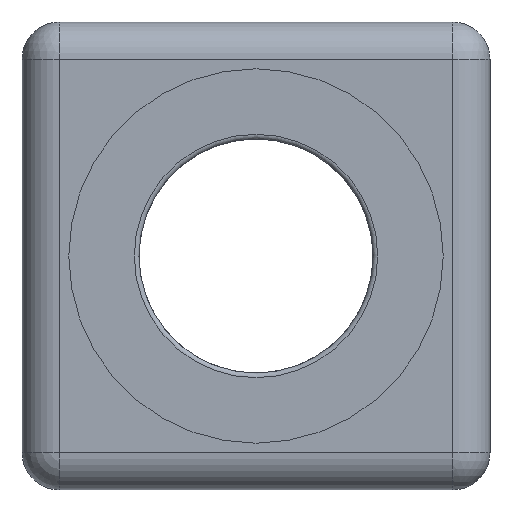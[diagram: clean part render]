
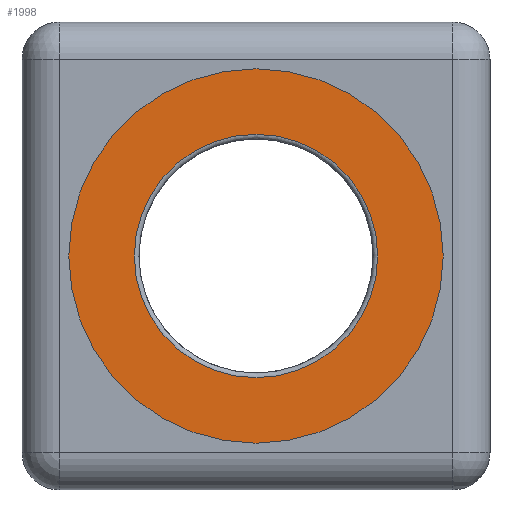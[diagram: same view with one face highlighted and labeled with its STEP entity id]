
A CAD part, left-side view. The second image highlights one B-rep face of the part: STEP entity #1998.
In plain terms, the highlighted planar face has unit normal (-1, 0, 0).
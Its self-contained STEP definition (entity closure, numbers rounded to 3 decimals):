
#615=ORIENTED_EDGE('',*,*,#1168,.T.);
#616=ORIENTED_EDGE('',*,*,#1167,.F.);
#1167=EDGE_CURVE('',#1436,#1436,#1503,.T.);
#1168=EDGE_CURVE('',#1437,#1437,#1504,.T.);
#1436=VERTEX_POINT('',#3502);
#1437=VERTEX_POINT('',#3505);
#1503=CIRCLE('',#2218,4.);
#1504=CIRCLE('',#2220,2.6);
#1645=EDGE_LOOP('',(#615));
#1646=EDGE_LOOP('',(#616));
#1822=FACE_BOUND('',#1645,.T.);
#1823=FACE_BOUND('',#1646,.T.);
#1952=PLANE('',#2219);
#1998=ADVANCED_FACE('',(#1822,#1823),#1952,.F.);
#2218=AXIS2_PLACEMENT_3D('',#3501,#2730,#2731);
#2219=AXIS2_PLACEMENT_3D('',#3503,#2732,#2733);
#2220=AXIS2_PLACEMENT_3D('',#3504,#2734,#2735);
#2730=DIRECTION('',(1.,0.,0.));
#2731=DIRECTION('',(0.,1.,0.));
#2732=DIRECTION('',(1.,0.,0.));
#2733=DIRECTION('',(0.,0.,-1.));
#2734=DIRECTION('',(1.,0.,0.));
#2735=DIRECTION('',(0.,0.,-1.));
#3501=CARTESIAN_POINT('',(-4.2,5.,0.));
#3502=CARTESIAN_POINT('',(-4.2,9.,0.));
#3503=CARTESIAN_POINT('',(-4.2,5.,0.));
#3504=CARTESIAN_POINT('',(-4.2,5.,0.));
#3505=CARTESIAN_POINT('',(-4.2,5.,-2.6));
